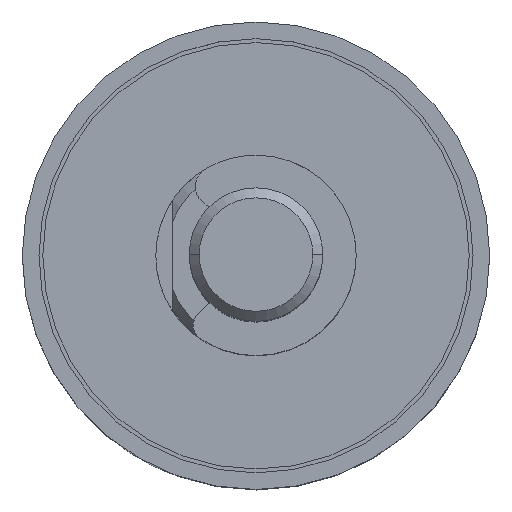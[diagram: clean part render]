
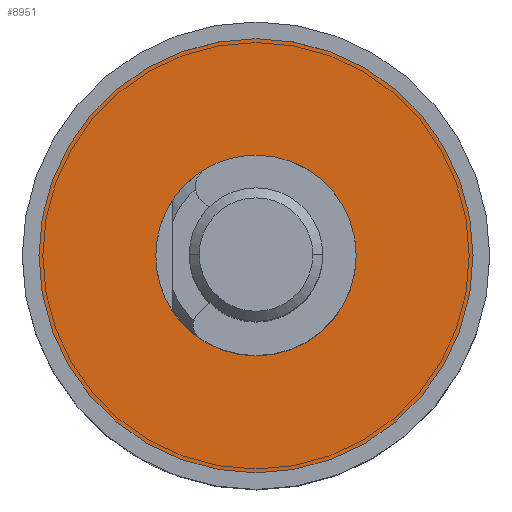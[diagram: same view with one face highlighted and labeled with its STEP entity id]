
A CAD part, top view. The second image highlights one B-rep face of the part: STEP entity #8951.
In plain terms, the highlighted planar face has unit normal (0, 0, 1).
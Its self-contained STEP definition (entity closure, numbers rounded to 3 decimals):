
#61 = EDGE_CURVE ( 'NONE', #9729, #1405, #1853, .T. ) ;
#420 = DIRECTION ( 'NONE',  ( 0., 0., 1. ) ) ;
#1315 = DIRECTION ( 'NONE',  ( 0., 0., 1. ) ) ;
#1405 = VERTEX_POINT ( 'NONE', #3466 ) ;
#1449 = PLANE ( 'NONE',  #8094 ) ;
#1594 = AXIS2_PLACEMENT_3D ( 'NONE', #7735, #9361, #4713 ) ;
#1853 = CIRCLE ( 'NONE', #9415, 6.5 ) ;
#1871 = AXIS2_PLACEMENT_3D ( 'NONE', #7356, #3510, #2176 ) ;
#2018 = DIRECTION ( 'NONE',  ( 1., 0., 0. ) ) ;
#2176 = DIRECTION ( 'NONE',  ( -1., 0., 0. ) ) ;
#3466 = CARTESIAN_POINT ( 'NONE',  ( -6.5, 0., 0.5 ) ) ;
#3510 = DIRECTION ( 'NONE',  ( 0., 0., -1. ) ) ;
#3589 = VERTEX_POINT ( 'NONE', #7440 ) ;
#3680 = CIRCLE ( 'NONE', #1594, 3. ) ;
#3844 = EDGE_LOOP ( 'NONE', ( #9321, #8209 ) ) ;
#4047 = EDGE_CURVE ( 'NONE', #9285, #3589, #8253, .T. ) ;
#4265 = FACE_BOUND ( 'NONE', #3844, .T. ) ;
#4334 = CARTESIAN_POINT ( 'NONE',  ( 0., 0., 0.5 ) ) ;
#4414 = CARTESIAN_POINT ( 'NONE',  ( 3., 0., 0.5 ) ) ;
#4650 = ORIENTED_EDGE ( 'NONE', *, *, #8933, .T. ) ;
#4713 = DIRECTION ( 'NONE',  ( -1., 0., 0. ) ) ;
#5305 = DIRECTION ( 'NONE',  ( 0., 0., 1. ) ) ;
#6047 = CARTESIAN_POINT ( 'NONE',  ( 0., 0., 0.5 ) ) ;
#6675 = FACE_OUTER_BOUND ( 'NONE', #8776, .T. ) ;
#6939 = CIRCLE ( 'NONE', #8048, 6.5 ) ;
#7033 = ORIENTED_EDGE ( 'NONE', *, *, #61, .T. ) ;
#7112 = EDGE_CURVE ( 'NONE', #3589, #9285, #3680, .T. ) ;
#7356 = CARTESIAN_POINT ( 'NONE',  ( 0., 0., 0.5 ) ) ;
#7440 = CARTESIAN_POINT ( 'NONE',  ( -3., 0., 0.5 ) ) ;
#7656 = DIRECTION ( 'NONE',  ( 1., 0., 0. ) ) ;
#7735 = CARTESIAN_POINT ( 'NONE',  ( 0., 0., 0.5 ) ) ;
#8048 = AXIS2_PLACEMENT_3D ( 'NONE', #6047, #5305, #7656 ) ;
#8094 = AXIS2_PLACEMENT_3D ( 'NONE', #4414, #1315, #9829 ) ;
#8209 = ORIENTED_EDGE ( 'NONE', *, *, #4047, .T. ) ;
#8253 = CIRCLE ( 'NONE', #1871, 3. ) ;
#8776 = EDGE_LOOP ( 'NONE', ( #7033, #4650 ) ) ;
#8933 = EDGE_CURVE ( 'NONE', #1405, #9729, #6939, .T. ) ;
#8951 = ADVANCED_FACE ( 'NONE', ( #4265, #6675 ), #1449, .T. ) ;
#9285 = VERTEX_POINT ( 'NONE', #9684 ) ;
#9321 = ORIENTED_EDGE ( 'NONE', *, *, #7112, .T. ) ;
#9361 = DIRECTION ( 'NONE',  ( 0., 0., -1. ) ) ;
#9415 = AXIS2_PLACEMENT_3D ( 'NONE', #4334, #420, #2018 ) ;
#9684 = CARTESIAN_POINT ( 'NONE',  ( 3., 0., 0.5 ) ) ;
#9713 = CARTESIAN_POINT ( 'NONE',  ( 6.5, 0., 0.5 ) ) ;
#9729 = VERTEX_POINT ( 'NONE', #9713 ) ;
#9829 = DIRECTION ( 'NONE',  ( 1., 0., 0. ) ) ;
